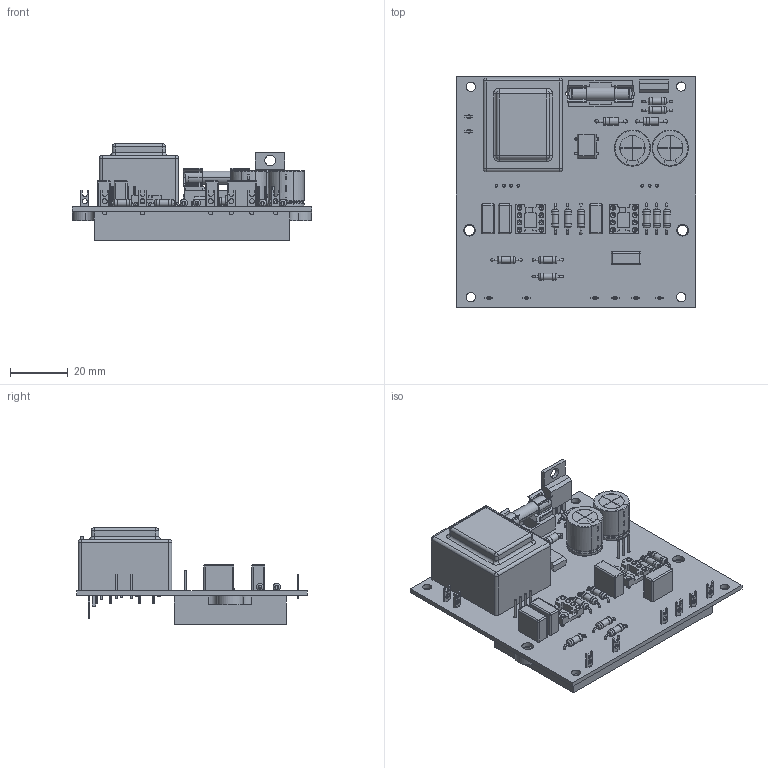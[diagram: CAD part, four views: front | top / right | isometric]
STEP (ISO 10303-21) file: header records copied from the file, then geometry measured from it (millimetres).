
FILE_DESCRIPTION(('KiCad electronic assembly'),'2;1');
FILE_NAME('PCB_BTDR1H.step','2019-01-21T16:32:31',('An Author'),( 'A Company'),'Open CASCADE STEP processor 6.9', 'KiCad to STEP converter','Unknown');
FILE_SCHEMA(('AUTOMOTIVE_DESIGN { 1 0 10303 214 1 1 1 1 }'));
Length unit declared in the file: millimetre
Products named in the file (24): Open CASCADE STEP translator 6.9 1; Reverb_BTDR-1H; SOLID; Fuse_Holder_PCB_5x20mm; COMPOUND; Hahn_BV_EI_302_2902; CP_Radial_D12.5mm_P7.50mm; C_Rect_L10.3mm_W4.5mm_P7.50mm_MKS4; Diode_Bridge_DIP-4_W7.62mm_P5.08mm; Pin_D1.4mm_L8.5mm_W2.8mm_FlatFork; R_Axial_DIN0207_L6.3mm_D2.5mm_P10.16mm_Horizontal; DIP-8_W7.62mm_Socket; TO-220-3_Vertical; D_DO-41_SOD81_P10.16mm_Horizontal
Assembly tree (46 placements, depth 3):
  Open CASCADE STEP translator 6.9 1
    Reverb_BTDR-1H
      SOLID
    Fuse_Holder_PCB_5x20mm
      COMPOUND
    Hahn_BV_EI_302_2902
      COMPOUND
    CP_Radial_D12.5mm_P7.50mm  x2
      SOLID
    C_Rect_L10.3mm_W4.5mm_P7.50mm_MKS4  x4
      SOLID
    Diode_Bridge_DIP-4_W7.62mm_P5.08mm
      SOLID
    Pin_D1.4mm_L8.5mm_W2.8mm_FlatFork  x8
      SOLID
    R_Axial_DIN0207_L6.3mm_D2.5mm_P10.16mm_Horizontal  x11
      SOLID
    DIP-8_W7.62mm_Socket  x2
      SOLID
    TO-220-3_Vertical
      SOLID
    D_DO-41_SOD81_P10.16mm_Horizontal  x2
      SOLID
    COMPOUND
Bounding box: 83.01 x 80 x 33.45 mm (x, y, z)
Volume: 60498.6 mm3; surface area: 34997.1 mm2
Topology: 42 solids, 45 shells, 1329 faces, 3064 edges, 1952 vertices
Faces by surface type: plane 643, cylinder 514, torus 74, cone 48, sphere 24, bspline 14, revolution 12
Full cylindrical faces by diameter (mm): 0.508 x32, 0.6 x44, 0.7 x8, 0.8 x50, 0.9 x4, 1 x15, 1.1 x7, 1.2 x4, 1.3 x8, 1.5 x12, 1.524 x16, 1.7 x8, 1.724 x16, 2.25 x11, 2.5 x22, 2.7 x4, 2.72 x2, 3.2 x4, 3.735 x1, 4 x2
Entity records: 56146 total; most frequent: CARTESIAN_POINT 11934, DIRECTION 7979, LINE 4345, VECTOR 4345, ORIENTED_EDGE 3932, PCURVE 3932, DEFINITIONAL_REPRESENTATION 3932, EDGE_CURVE 1966
